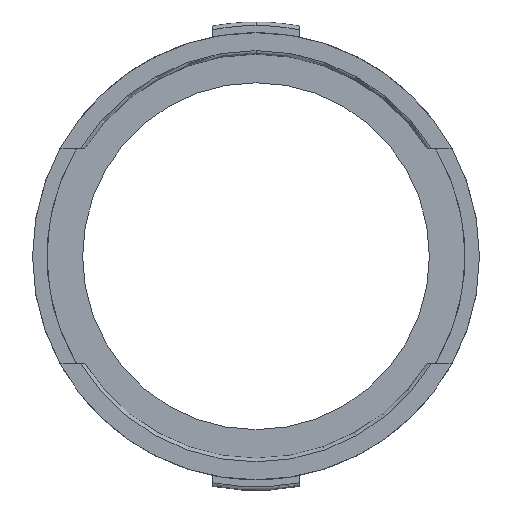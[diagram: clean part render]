
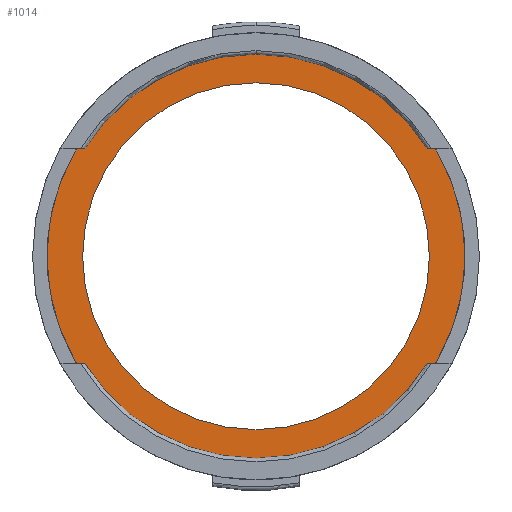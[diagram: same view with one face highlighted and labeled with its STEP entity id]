
A CAD part, front view. The second image highlights one B-rep face of the part: STEP entity #1014.
In plain terms, the highlighted planar face has unit normal (0, -1, 0).
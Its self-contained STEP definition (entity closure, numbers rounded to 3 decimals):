
#28 = DIRECTION ( 'NONE',  ( 0., 1., 0. ) ) ;
#66 = VERTEX_POINT ( 'NONE', #739 ) ;
#116 = CIRCLE ( 'NONE', #715, 29.25 ) ;
#150 = DIRECTION ( 'NONE',  ( 0., 0., 1. ) ) ;
#185 = EDGE_CURVE ( 'NONE', #201, #469, #397, .T. ) ;
#201 = VERTEX_POINT ( 'NONE', #956 ) ;
#285 = AXIS2_PLACEMENT_3D ( 'NONE', #1119, #28, #534 ) ;
#338 = CIRCLE ( 'NONE', #1366, 29.25 ) ;
#391 = VERTEX_POINT ( 'NONE', #395 ) ;
#395 = CARTESIAN_POINT ( 'NONE',  ( 0., 7., 29.25 ) ) ;
#397 = CIRCLE ( 'NONE', #597, 24.25 ) ;
#440 = EDGE_LOOP ( 'NONE', ( #906, #1164 ) ) ;
#469 = VERTEX_POINT ( 'NONE', #1353 ) ;
#534 = DIRECTION ( 'NONE',  ( 0., 0., 1. ) ) ;
#551 = FACE_OUTER_BOUND ( 'NONE', #440, .T. ) ;
#557 = DIRECTION ( 'NONE',  ( 0., 0., 1. ) ) ;
#597 = AXIS2_PLACEMENT_3D ( 'NONE', #1033, #1146, #557 ) ;
#617 = DIRECTION ( 'NONE',  ( 0., 0., 1. ) ) ;
#647 = EDGE_CURVE ( 'NONE', #391, #66, #116, .T. ) ;
#671 = DIRECTION ( 'NONE',  ( 0., 1., 0. ) ) ;
#715 = AXIS2_PLACEMENT_3D ( 'NONE', #755, #1313, #150 ) ;
#739 = CARTESIAN_POINT ( 'NONE',  ( 0., 7., -29.25 ) ) ;
#755 = CARTESIAN_POINT ( 'NONE',  ( 0., 7., 0. ) ) ;
#889 = PLANE ( 'NONE',  #936 ) ;
#906 = ORIENTED_EDGE ( 'NONE', *, *, #925, .F. ) ;
#918 = ORIENTED_EDGE ( 'NONE', *, *, #1396, .T. ) ;
#925 = EDGE_CURVE ( 'NONE', #66, #391, #338, .T. ) ;
#936 = AXIS2_PLACEMENT_3D ( 'NONE', #1258, #671, #1020 ) ;
#956 = CARTESIAN_POINT ( 'NONE',  ( 0., 7., 24.25 ) ) ;
#959 = CIRCLE ( 'NONE', #285, 24.25 ) ;
#991 = DIRECTION ( 'NONE',  ( 0., 1., 0. ) ) ;
#997 = CARTESIAN_POINT ( 'NONE',  ( 0., 7., 0. ) ) ;
#1014 = ADVANCED_FACE ( 'NONE', ( #1211, #551 ), #889, .F. ) ;
#1020 = DIRECTION ( 'NONE',  ( 0., 0., 1. ) ) ;
#1033 = CARTESIAN_POINT ( 'NONE',  ( 0., 7., 0. ) ) ;
#1119 = CARTESIAN_POINT ( 'NONE',  ( 0., 7., 0. ) ) ;
#1146 = DIRECTION ( 'NONE',  ( 0., 1., 0. ) ) ;
#1164 = ORIENTED_EDGE ( 'NONE', *, *, #647, .F. ) ;
#1211 = FACE_BOUND ( 'NONE', #1306, .T. ) ;
#1258 = CARTESIAN_POINT ( 'NONE',  ( 0., 7., 0. ) ) ;
#1306 = EDGE_LOOP ( 'NONE', ( #1385, #918 ) ) ;
#1313 = DIRECTION ( 'NONE',  ( 0., 1., 0. ) ) ;
#1353 = CARTESIAN_POINT ( 'NONE',  ( 0., 7., -24.25 ) ) ;
#1366 = AXIS2_PLACEMENT_3D ( 'NONE', #997, #991, #617 ) ;
#1385 = ORIENTED_EDGE ( 'NONE', *, *, #185, .T. ) ;
#1396 = EDGE_CURVE ( 'NONE', #469, #201, #959, .T. ) ;
